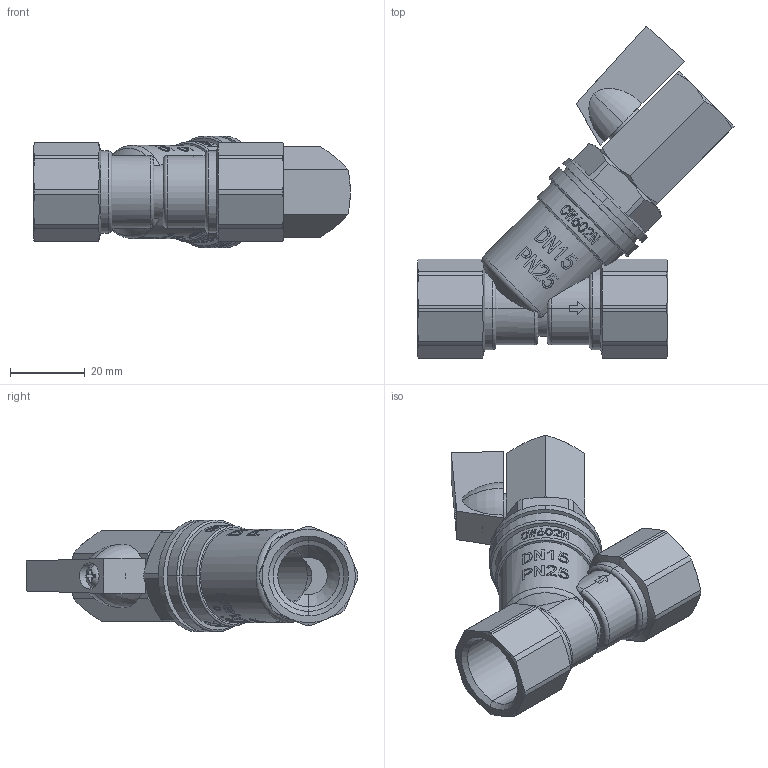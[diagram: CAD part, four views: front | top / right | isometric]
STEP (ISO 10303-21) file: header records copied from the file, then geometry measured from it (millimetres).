
FILE_DESCRIPTION (( 'STEP AP214' ), '1' );
FILE_NAME ('Y倰徹薦概湍齬阨0.5.STEP', '2023-01-05T09:28:58', ( '' ), ( '' ), 'SwSTEP 2.0', 'SolidWorks 2016', '' );
FILE_SCHEMA (( 'AUTOMOTIVE_DESIGN' ));
Length unit declared in the file: millimetre
Products named in the file (15): 等羞囀蹟恇概裝3030203100007; 坶踡簽3060503100005; 躇猾釱3040320000018; 3010101640007实心球17x10x3; 躇猾釱3040320000003; 极; 黑簽; 菜え; w厙; 0.5徹薦概极; Y倰徹薦概湍齬阨0.5; 蚾饜极2; 坋趼埴芛蹟隊308090001; 等晚評倛忒梟3020413200008; O遠
Assembly tree (15 placements, depth 3):
  Y倰徹薦概湍齬阨0.5
    0.5徹薦概极
    w厙
    菜え
    黑簽
    蚾饜极2
      极
      躇猾釱3040320000003
      3010101640007实心球17x10x3
      躇猾釱3040320000018
      坶踡簽3060503100005
      等羞囀蹟恇概裝3030203100007
      O遠  x2
      等晚評倛忒梟3020413200008
      坋趼埴芛蹟隊308090001
Bounding box: 84.89 x 88.96 x 30.01 mm (x, y, z)
Volume: 35382.2 mm3; surface area: 32014.2 mm2
Topology: 14 solids, 14 shells, 992 faces, 2520 edges, 1629 vertices
Faces by surface type: plane 384, bspline 236, cylinder 204, cone 117, torus 49, sphere 2
Entity records: 60242 total; most frequent: CARTESIAN_POINT 37529, ORIENTED_EDGE 5008, DIRECTION 3848, EDGE_CURVE 2504, VERTEX_POINT 1621, AXIS2_PLACEMENT_3D 1568, EDGE_LOOP 1093, FACE_OUTER_BOUND 988
